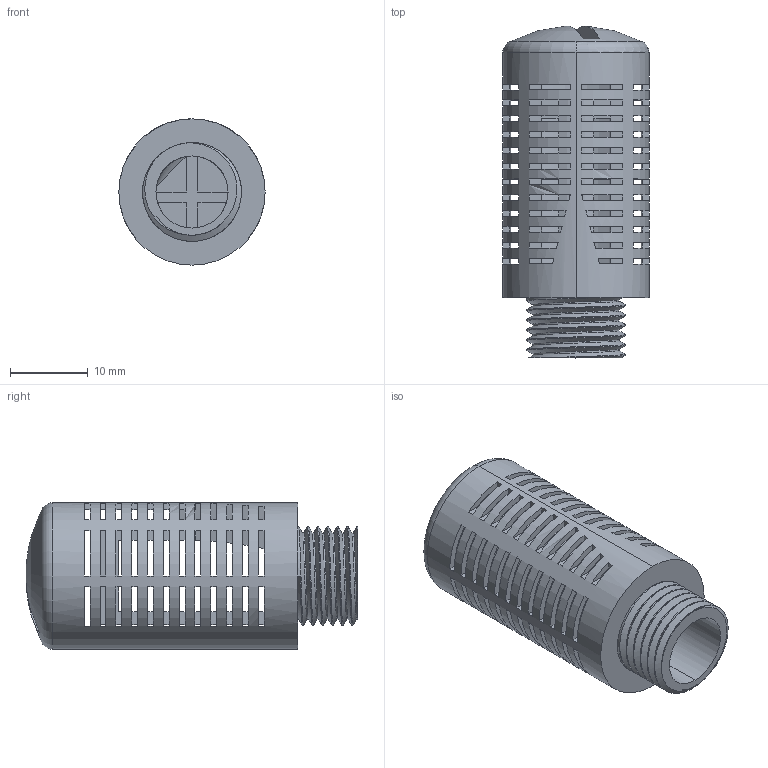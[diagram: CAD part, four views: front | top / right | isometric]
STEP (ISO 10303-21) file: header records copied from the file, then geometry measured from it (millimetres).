
FILE_DESCRIPTION (( 'STEP AP203' ), '1' );
FILE_NAME ('SPL-14R.step', '2016-02-15T20:19:28', ( '' ), ( '' ), 'SwSTEP 2.0', 'SolidWorks 2015', '' );
FILE_SCHEMA (( 'CONFIG_CONTROL_DESIGN' ));
Length unit declared in the file: inch
Products named in the file (1): SPL-14R
Bounding box: 18.8 x 42.64 x 18.8 mm (x, y, z)
Volume: 3649.8 mm3; surface area: 7788.4 mm2
Topology: 1 solids, 1 shells, 513 faces, 1556 edges, 1035 vertices
Faces by surface type: plane 483, cylinder 22, bspline 5, torus 2, sphere 1
Entity records: 19442 total; most frequent: CARTESIAN_POINT 4727, ORIENTED_EDGE 3108, DIRECTION 2978, EDGE_CURVE 1554, VERTEX_POINT 1034, VECTOR 996, LINE 996, AXIS2_PLACEMENT_3D 991
